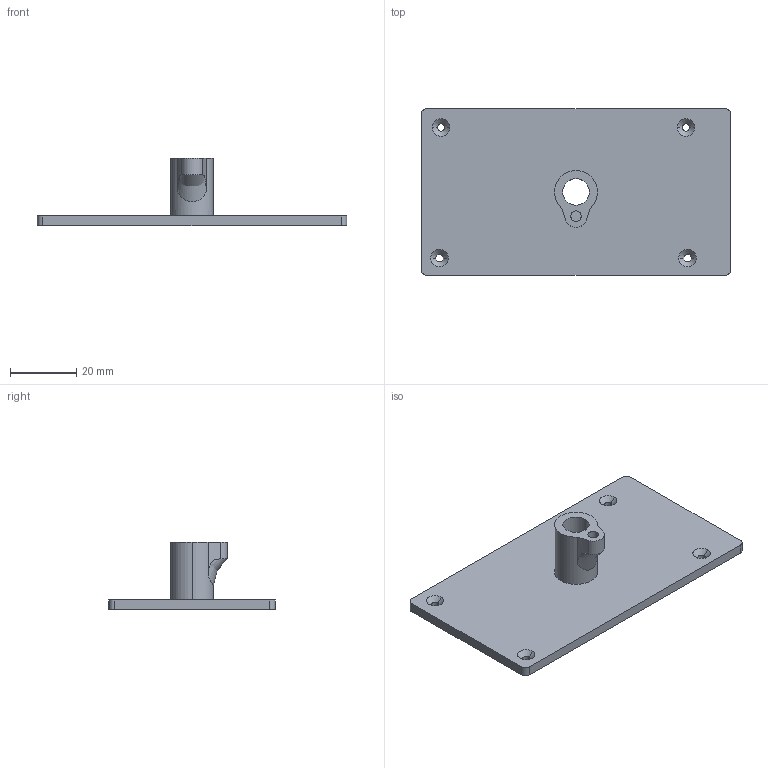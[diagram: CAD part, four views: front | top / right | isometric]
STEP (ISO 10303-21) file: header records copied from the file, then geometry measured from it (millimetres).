
FILE_DESCRIPTION (( 'STEP AP203' ), '1' );
FILE_NAME ('Lid PCB with Bridge.STEP', '2021-11-29T19:23:28', ( '' ), ( '' ), 'SwSTEP 2.0', 'SolidWorks 2018', '' );
FILE_SCHEMA (( 'CONFIG_CONTROL_DESIGN' ));
Length unit declared in the file: centimetre
Products named in the file (1): Lid PCB with Bridge
Bounding box: 93.55 x 50.3 x 20.5 mm (x, y, z)
Volume: 15471.2 mm3; surface area: 11556.8 mm2
Topology: 1 solids, 1 shells, 38 faces, 94 edges, 60 vertices
Faces by surface type: cylinder 21, cone 8, plane 8, bspline 1
Entity records: 1444 total; most frequent: CARTESIAN_POINT 407, DIRECTION 216, ORIENTED_EDGE 188, EDGE_CURVE 94, AXIS2_PLACEMENT_3D 87, VERTEX_POINT 60, EDGE_LOOP 50, CIRCLE 49
